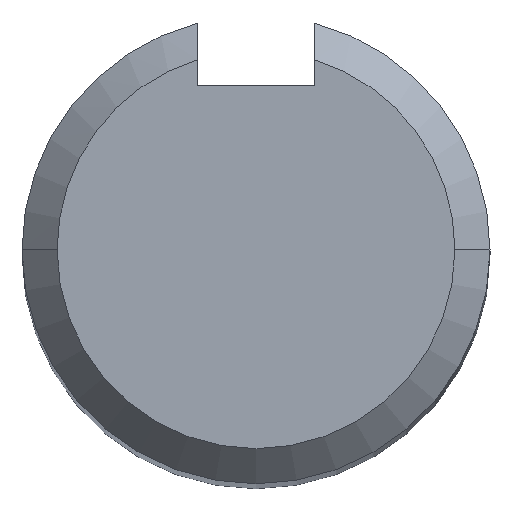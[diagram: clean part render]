
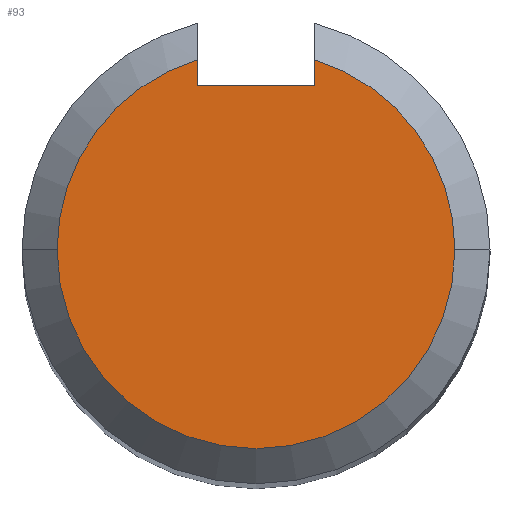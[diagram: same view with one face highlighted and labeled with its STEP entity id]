
A CAD part, top view. The second image highlights one B-rep face of the part: STEP entity #93.
In plain terms, the highlighted planar face has unit normal (0, 0, 1).
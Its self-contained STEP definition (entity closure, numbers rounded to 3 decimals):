
#4 = ORIENTED_EDGE ( 'NONE', *, *, #327, .F. ) ;
#5 = DIRECTION ( 'NONE',  ( 1., 0., 0. ) ) ;
#35 = CARTESIAN_POINT ( 'NONE',  ( 0., 0., 25. ) ) ;
#44 = VERTEX_POINT ( 'NONE', #98 ) ;
#60 = FACE_OUTER_BOUND ( 'NONE', #300, .T. ) ;
#63 = DIRECTION ( 'NONE',  ( 0., 0., 1. ) ) ;
#70 = CARTESIAN_POINT ( 'NONE',  ( -3.4, 0., 25. ) ) ;
#73 = AXIS2_PLACEMENT_3D ( 'NONE', #235, #351, #168 ) ;
#79 = EDGE_CURVE ( 'NONE', #169, #44, #436, .T. ) ;
#93 = ADVANCED_FACE ( 'NONE', ( #60 ), #258, .T. ) ;
#98 = CARTESIAN_POINT ( 'NONE',  ( 1., 2.8, 25. ) ) ;
#115 = DIRECTION ( 'NONE',  ( 0., 1., 0. ) ) ;
#140 = VECTOR ( 'NONE', #115, 1000. ) ;
#150 = VECTOR ( 'NONE', #447, 1000. ) ;
#151 = LINE ( 'NONE', #161, #150 ) ;
#158 = VECTOR ( 'NONE', #403, 1000. ) ;
#161 = CARTESIAN_POINT ( 'NONE',  ( -1., 4., 25. ) ) ;
#166 = ORIENTED_EDGE ( 'NONE', *, *, #79, .F. ) ;
#168 = DIRECTION ( 'NONE',  ( 1., 0., 0. ) ) ;
#169 = VERTEX_POINT ( 'NONE', #415 ) ;
#175 = VERTEX_POINT ( 'NONE', #70 ) ;
#189 = CARTESIAN_POINT ( 'NONE',  ( 0., 0., 25. ) ) ;
#191 = CIRCLE ( 'NONE', #228, 3.4 ) ;
#198 = DIRECTION ( 'NONE',  ( 0., 0., 1. ) ) ;
#205 = EDGE_CURVE ( 'NONE', #227, #169, #151, .T. ) ;
#214 = AXIS2_PLACEMENT_3D ( 'NONE', #35, #198, #5 ) ;
#227 = VERTEX_POINT ( 'NONE', #450 ) ;
#228 = AXIS2_PLACEMENT_3D ( 'NONE', #189, #424, #456 ) ;
#232 = ORIENTED_EDGE ( 'NONE', *, *, #398, .T. ) ;
#234 = VERTEX_POINT ( 'NONE', #480 ) ;
#235 = CARTESIAN_POINT ( 'NONE',  ( 0., 0., 25. ) ) ;
#257 = EDGE_CURVE ( 'NONE', #175, #234, #446, .T. ) ;
#258 = PLANE ( 'NONE',  #280 ) ;
#277 = CIRCLE ( 'NONE', #73, 3.4 ) ;
#279 = ORIENTED_EDGE ( 'NONE', *, *, #341, .T. ) ;
#280 = AXIS2_PLACEMENT_3D ( 'NONE', #470, #63, #325 ) ;
#300 = EDGE_LOOP ( 'NONE', ( #423, #279, #321, #232, #4, #166 ) ) ;
#304 = CARTESIAN_POINT ( 'NONE',  ( 1., 4., 25. ) ) ;
#321 = ORIENTED_EDGE ( 'NONE', *, *, #257, .T. ) ;
#325 = DIRECTION ( 'NONE',  ( 1., 0., 0. ) ) ;
#327 = EDGE_CURVE ( 'NONE', #44, #428, #413, .T. ) ;
#341 = EDGE_CURVE ( 'NONE', #227, #175, #191, .T. ) ;
#351 = DIRECTION ( 'NONE',  ( 0., 0., 1. ) ) ;
#398 = EDGE_CURVE ( 'NONE', #234, #428, #277, .T. ) ;
#400 = CARTESIAN_POINT ( 'NONE',  ( -1., 2.8, 25. ) ) ;
#403 = DIRECTION ( 'NONE',  ( 1., 0., 0. ) ) ;
#413 = LINE ( 'NONE', #304, #140 ) ;
#415 = CARTESIAN_POINT ( 'NONE',  ( -1., 2.8, 25. ) ) ;
#423 = ORIENTED_EDGE ( 'NONE', *, *, #205, .F. ) ;
#424 = DIRECTION ( 'NONE',  ( 0., 0., 1. ) ) ;
#428 = VERTEX_POINT ( 'NONE', #463 ) ;
#436 = LINE ( 'NONE', #400, #158 ) ;
#446 = CIRCLE ( 'NONE', #214, 3.4 ) ;
#447 = DIRECTION ( 'NONE',  ( 0., -1., 0. ) ) ;
#450 = CARTESIAN_POINT ( 'NONE',  ( -1., 3.25, 25. ) ) ;
#456 = DIRECTION ( 'NONE',  ( 1., 0., 0. ) ) ;
#463 = CARTESIAN_POINT ( 'NONE',  ( 1., 3.25, 25. ) ) ;
#470 = CARTESIAN_POINT ( 'NONE',  ( 0., 0., 25. ) ) ;
#480 = CARTESIAN_POINT ( 'NONE',  ( 3.4, 0., 25. ) ) ;
